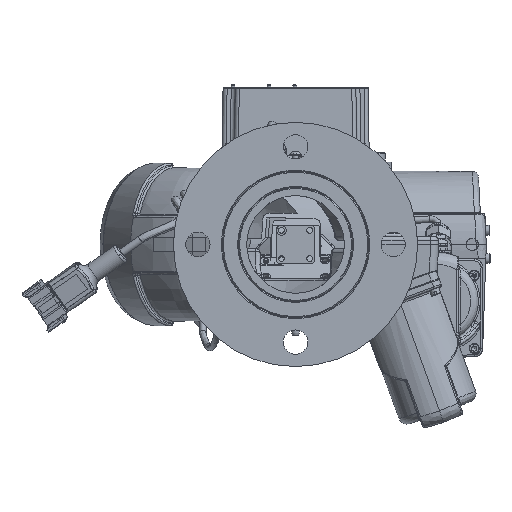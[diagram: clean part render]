
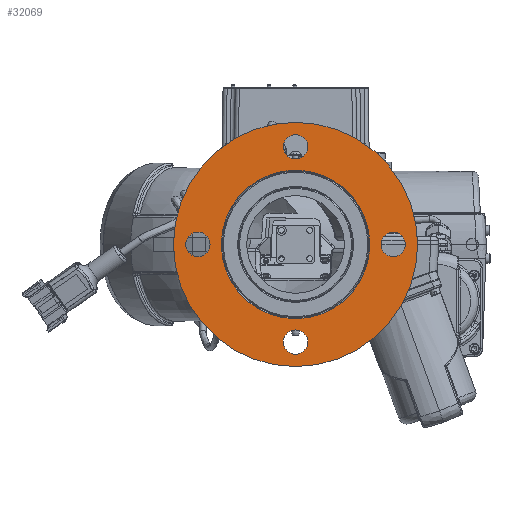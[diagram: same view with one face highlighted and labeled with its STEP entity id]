
A CAD part, front view. The second image highlights one B-rep face of the part: STEP entity #32069.
In plain terms, the highlighted planar face has unit normal (0, -1, 0).
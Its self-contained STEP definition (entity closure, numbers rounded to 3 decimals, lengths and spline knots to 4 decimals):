
#1200 = EDGE_CURVE ( 'NONE', #99938, #99938, #71734, .T. ) ;
#1968 = EDGE_CURVE ( 'NONE', #98535, #98535, #99573, .T. ) ;
#2936 = DIRECTION ( 'NONE',  ( -1., 0., 0. ) ) ;
#3420 = CARTESIAN_POINT ( 'NONE',  ( 0., -6.0145, 0. ) ) ;
#10997 = EDGE_LOOP ( 'NONE', ( #116899 ) ) ;
#11614 = FACE_BOUND ( 'NONE', #25559, .T. ) ;
#13761 = FACE_BOUND ( 'NONE', #33793, .T. ) ;
#14965 = DIRECTION ( 'NONE',  ( 1., 0., 0. ) ) ;
#15419 = AXIS2_PLACEMENT_3D ( 'NONE', #80207, #57833, #2936 ) ;
#15451 = EDGE_LOOP ( 'NONE', ( #109139 ) ) ;
#17811 = CARTESIAN_POINT ( 'NONE',  ( 3., -6.0145, 0. ) ) ;
#21267 = CARTESIAN_POINT ( 'NONE',  ( -3.375, -6.0145, 0. ) ) ;
#23946 = CARTESIAN_POINT ( 'NONE',  ( -0.375, -6.0145, -3. ) ) ;
#24644 = CARTESIAN_POINT ( 'NONE',  ( -0.375, -6.0145, 3. ) ) ;
#25369 = VERTEX_POINT ( 'NONE', #24644 ) ;
#25559 = EDGE_LOOP ( 'NONE', ( #125807 ) ) ;
#26444 = CARTESIAN_POINT ( 'NONE',  ( 0., -6.0145, -3. ) ) ;
#27344 = CIRCLE ( 'NONE', #36559, 0.375 ) ;
#29369 = EDGE_CURVE ( 'NONE', #132964, #132964, #77445, .T. ) ;
#32069 = ADVANCED_FACE ( 'NONE', ( #135764, #79481, #123506, #36158, #13761, #11614 ), #58542, .F. ) ;
#33601 = DIRECTION ( 'NONE',  ( -1., 0., 0. ) ) ;
#33793 = EDGE_LOOP ( 'NONE', ( #125573 ) ) ;
#36158 = FACE_BOUND ( 'NONE', #112336, .T. ) ;
#36166 = DIRECTION ( 'NONE',  ( 0., 1., 0. ) ) ;
#36559 = AXIS2_PLACEMENT_3D ( 'NONE', #132504, #43769, #33601 ) ;
#37312 = DIRECTION ( 'NONE',  ( 0., 1., 0. ) ) ;
#38920 = EDGE_CURVE ( 'NONE', #25369, #25369, #27344, .T. ) ;
#43769 = DIRECTION ( 'NONE',  ( 0., 1., 0. ) ) ;
#46425 = AXIS2_PLACEMENT_3D ( 'NONE', #17811, #48959, #61877 ) ;
#48959 = DIRECTION ( 'NONE',  ( 0., 1., 0. ) ) ;
#49157 = DIRECTION ( 'NONE',  ( -1., 0., 0. ) ) ;
#50899 = CARTESIAN_POINT ( 'NONE',  ( 0., -6.0145, 0. ) ) ;
#54317 = CARTESIAN_POINT ( 'NONE',  ( 3.75, -6.0145, 0. ) ) ;
#57833 = DIRECTION ( 'NONE',  ( 0., 1., 0. ) ) ;
#58322 = DIRECTION ( 'NONE',  ( 0., -1., 0. ) ) ;
#58542 = PLANE ( 'NONE',  #15419 ) ;
#58963 = AXIS2_PLACEMENT_3D ( 'NONE', #26444, #37312, #81345 ) ;
#61877 = DIRECTION ( 'NONE',  ( -1., 0., 0. ) ) ;
#68342 = AXIS2_PLACEMENT_3D ( 'NONE', #50899, #125280, #115862 ) ;
#71734 = CIRCLE ( 'NONE', #46425, 0.375 ) ;
#72210 = EDGE_CURVE ( 'NONE', #81498, #81498, #98325, .T. ) ;
#77445 = CIRCLE ( 'NONE', #112051, 3.75 ) ;
#79481 = FACE_BOUND ( 'NONE', #15451, .T. ) ;
#80207 = CARTESIAN_POINT ( 'NONE',  ( 0., -6.0145, 0. ) ) ;
#81345 = DIRECTION ( 'NONE',  ( -1., 0., 0. ) ) ;
#81498 = VERTEX_POINT ( 'NONE', #90910 ) ;
#86218 = ORIENTED_EDGE ( 'NONE', *, *, #130317, .T. ) ;
#90910 = CARTESIAN_POINT ( 'NONE',  ( -2.281, -6.0145, 0. ) ) ;
#98325 = CIRCLE ( 'NONE', #68342, 2.281 ) ;
#98535 = VERTEX_POINT ( 'NONE', #21267 ) ;
#99573 = CIRCLE ( 'NONE', #140971, 0.375 ) ;
#99938 = VERTEX_POINT ( 'NONE', #120170 ) ;
#102792 = EDGE_LOOP ( 'NONE', ( #86218 ) ) ;
#109139 = ORIENTED_EDGE ( 'NONE', *, *, #1968, .T. ) ;
#111998 = CIRCLE ( 'NONE', #58963, 0.375 ) ;
#112051 = AXIS2_PLACEMENT_3D ( 'NONE', #3420, #58322, #14965 ) ;
#112336 = EDGE_LOOP ( 'NONE', ( #139627 ) ) ;
#115862 = DIRECTION ( 'NONE',  ( -1., 0., 0. ) ) ;
#116899 = ORIENTED_EDGE ( 'NONE', *, *, #29369, .T. ) ;
#120170 = CARTESIAN_POINT ( 'NONE',  ( 2.625, -6.0145, 0. ) ) ;
#122872 = VERTEX_POINT ( 'NONE', #23946 ) ;
#123506 = FACE_BOUND ( 'NONE', #102792, .T. ) ;
#125280 = DIRECTION ( 'NONE',  ( 0., 1., 0. ) ) ;
#125573 = ORIENTED_EDGE ( 'NONE', *, *, #38920, .T. ) ;
#125807 = ORIENTED_EDGE ( 'NONE', *, *, #72210, .T. ) ;
#130317 = EDGE_CURVE ( 'NONE', #122872, #122872, #111998, .T. ) ;
#132504 = CARTESIAN_POINT ( 'NONE',  ( 0., -6.0145, 3. ) ) ;
#132964 = VERTEX_POINT ( 'NONE', #54317 ) ;
#135764 = FACE_OUTER_BOUND ( 'NONE', #10997, .T. ) ;
#135773 = CARTESIAN_POINT ( 'NONE',  ( -3., -6.0145, 0. ) ) ;
#139627 = ORIENTED_EDGE ( 'NONE', *, *, #1200, .T. ) ;
#140971 = AXIS2_PLACEMENT_3D ( 'NONE', #135773, #36166, #49157 ) ;
